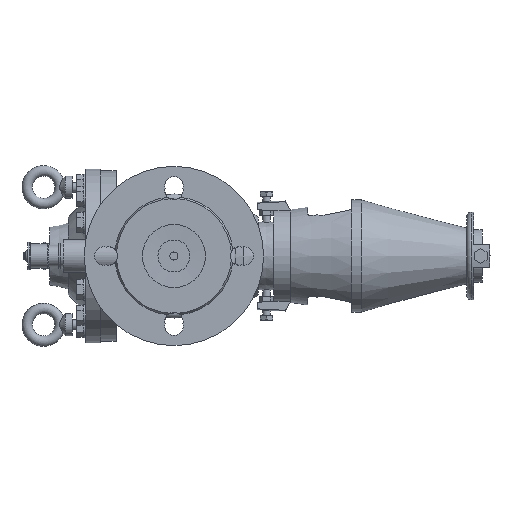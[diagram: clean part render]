
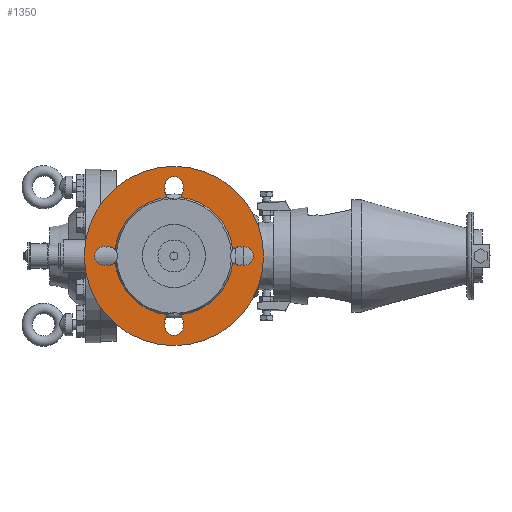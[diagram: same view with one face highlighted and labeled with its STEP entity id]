
A CAD part, left-side view. The second image highlights one B-rep face of the part: STEP entity #1350.
In plain terms, the highlighted planar face has unit normal (-1, 0, 0).
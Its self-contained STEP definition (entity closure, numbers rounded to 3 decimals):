
#1350 = ADVANCED_FACE( '', ( #2940, #2941 ), #2942, .F. );
#2940 = FACE_BOUND( '', #4611, .T. );
#2941 = FACE_OUTER_BOUND( '', #4612, .T. );
#2942 = PLANE( '', #4613 );
#4611 = EDGE_LOOP( '', ( #8349, #8350, #8351, #8352, #8353, #8354, #8355, #8356, #8357, #8358, #8359, #8360, #8361, #8362, #8363, #8364 ) );
#4612 = EDGE_LOOP( '', ( #8365 ) );
#4613 = AXIS2_PLACEMENT_3D( '', #8366, #8367, #8368 );
#8349 = ORIENTED_EDGE( '', *, *, #8910, .F. );
#8350 = ORIENTED_EDGE( '', *, *, #8861, .T. );
#8351 = ORIENTED_EDGE( '', *, *, #10010, .F. );
#8352 = ORIENTED_EDGE( '', *, *, #9008, .T. );
#8353 = ORIENTED_EDGE( '', *, *, #9675, .F. );
#8354 = ORIENTED_EDGE( '', *, *, #9004, .T. );
#8355 = ORIENTED_EDGE( '', *, *, #10237, .F. );
#8356 = ORIENTED_EDGE( '', *, *, #10322, .T. );
#8357 = ORIENTED_EDGE( '', *, *, #10152, .F. );
#8358 = ORIENTED_EDGE( '', *, *, #10323, .T. );
#8359 = ORIENTED_EDGE( '', *, *, #9934, .F. );
#8360 = ORIENTED_EDGE( '', *, *, #8876, .T. );
#8361 = ORIENTED_EDGE( '', *, *, #9261, .F. );
#8362 = ORIENTED_EDGE( '', *, *, #8872, .T. );
#8363 = ORIENTED_EDGE( '', *, *, #10312, .F. );
#8364 = ORIENTED_EDGE( '', *, *, #8865, .T. );
#8365 = ORIENTED_EDGE( '', *, *, #9385, .T. );
#8366 = CARTESIAN_POINT( '', ( -153., -92.5, 0. ) );
#8367 = DIRECTION( '', ( 1., 0., 0. ) );
#8368 = DIRECTION( '', ( 0., 0., -1. ) );
#8861 = EDGE_CURVE( '', #10402, #10403, #10404, .T. );
#8865 = EDGE_CURVE( '', #10411, #10409, #10412, .T. );
#8872 = EDGE_CURVE( '', #10422, #10423, #10424, .T. );
#8876 = EDGE_CURVE( '', #10431, #10429, #10432, .T. );
#8910 = EDGE_CURVE( '', #10402, #10409, #10492, .F. );
#9004 = EDGE_CURVE( '', #10657, #10658, #10659, .T. );
#9008 = EDGE_CURVE( '', #10666, #10664, #10667, .T. );
#9261 = EDGE_CURVE( '', #10422, #10429, #11107, .F. );
#9385 = EDGE_CURVE( '', #11305, #11305, #11306, .T. );
#9675 = EDGE_CURVE( '', #10657, #10664, #11756, .F. );
#9934 = EDGE_CURVE( '', #10431, #12132, #12133, .T. );
#10010 = EDGE_CURVE( '', #10666, #10403, #12231, .T. );
#10152 = EDGE_CURVE( '', #12413, #12415, #12416, .F. );
#10237 = EDGE_CURVE( '', #12518, #10658, #12520, .T. );
#10312 = EDGE_CURVE( '', #10411, #10423, #12600, .T. );
#10322 = EDGE_CURVE( '', #12518, #12415, #12611, .T. );
#10323 = EDGE_CURVE( '', #12413, #12132, #12612, .T. );
#10402 = VERTEX_POINT( '', #12692 );
#10403 = VERTEX_POINT( '', #12693 );
#10404 = CIRCLE( '', #12694, 9.5 );
#10409 = VERTEX_POINT( '', #12700 );
#10411 = VERTEX_POINT( '', #12703 );
#10412 = CIRCLE( '', #12704, 9.5 );
#10422 = VERTEX_POINT( '', #12724 );
#10423 = VERTEX_POINT( '', #12725 );
#10424 = CIRCLE( '', #12726, 9.5 );
#10429 = VERTEX_POINT( '', #12732 );
#10431 = VERTEX_POINT( '', #12735 );
#10432 = CIRCLE( '', #12736, 9.5 );
#10492 = CIRCLE( '', #12867, 9.5 );
#10657 = VERTEX_POINT( '', #13165 );
#10658 = VERTEX_POINT( '', #13166 );
#10659 = CIRCLE( '', #13167, 9.5 );
#10664 = VERTEX_POINT( '', #13173 );
#10666 = VERTEX_POINT( '', #13176 );
#10667 = CIRCLE( '', #13177, 9.5 );
#11107 = CIRCLE( '', #14628, 9.5 );
#11305 = VERTEX_POINT( '', #14984 );
#11306 = CIRCLE( '', #14985, 92.5 );
#11756 = CIRCLE( '', #15761, 9.5 );
#12132 = VERTEX_POINT( '', #16569 );
#12133 = CIRCLE( '', #16570, 61. );
#12231 = CIRCLE( '', #16743, 61. );
#12413 = VERTEX_POINT( '', #17406 );
#12415 = VERTEX_POINT( '', #17409 );
#12416 = CIRCLE( '', #17410, 9.5 );
#12518 = VERTEX_POINT( '', #17714 );
#12520 = CIRCLE( '', #17721, 61. );
#12600 = CIRCLE( '', #17954, 61. );
#12611 = CIRCLE( '', #17967, 9.5 );
#12612 = CIRCLE( '', #17968, 9.5 );
#12692 = CARTESIAN_POINT( '', ( -153., -70., -9.165 ) );
#12693 = CARTESIAN_POINT( '', ( -153., -60.644, -6.577 ) );
#12694 = AXIS2_PLACEMENT_3D( '', #18074, #18075, #18076 );
#12700 = CARTESIAN_POINT( '', ( -153., -70., 9.165 ) );
#12703 = CARTESIAN_POINT( '', ( -153., -60.644, 6.577 ) );
#12704 = AXIS2_PLACEMENT_3D( '', #18082, #18083, #18084 );
#12724 = CARTESIAN_POINT( '', ( -153., -9.165, 70. ) );
#12725 = CARTESIAN_POINT( '', ( -153., -6.577, 60.644 ) );
#12726 = AXIS2_PLACEMENT_3D( '', #18091, #18092, #18093 );
#12732 = CARTESIAN_POINT( '', ( -153., 9.165, 70. ) );
#12735 = CARTESIAN_POINT( '', ( -153., 6.577, 60.644 ) );
#12736 = AXIS2_PLACEMENT_3D( '', #18099, #18100, #18101 );
#12867 = AXIS2_PLACEMENT_3D( '', #18156, #18157, #18158 );
#13165 = CARTESIAN_POINT( '', ( -153., 9.165, -70. ) );
#13166 = CARTESIAN_POINT( '', ( -153., 6.577, -60.644 ) );
#13167 = AXIS2_PLACEMENT_3D( '', #18276, #18277, #18278 );
#13173 = CARTESIAN_POINT( '', ( -153., -9.165, -70. ) );
#13176 = CARTESIAN_POINT( '', ( -153., -6.577, -60.644 ) );
#13177 = AXIS2_PLACEMENT_3D( '', #18284, #18285, #18286 );
#14628 = AXIS2_PLACEMENT_3D( '', #18572, #18573, #18574 );
#14984 = CARTESIAN_POINT( '', ( -153., 0., 92.5 ) );
#14985 = AXIS2_PLACEMENT_3D( '', #18728, #18729, #18730 );
#15761 = AXIS2_PLACEMENT_3D( '', #19067, #19068, #19069 );
#16569 = CARTESIAN_POINT( '', ( -153., 60.644, 6.577 ) );
#16570 = AXIS2_PLACEMENT_3D( '', #19378, #19379, #19380 );
#16743 = AXIS2_PLACEMENT_3D( '', #19445, #19446, #19447 );
#17406 = CARTESIAN_POINT( '', ( -153., 70., 9.165 ) );
#17409 = CARTESIAN_POINT( '', ( -153., 70., -9.165 ) );
#17410 = AXIS2_PLACEMENT_3D( '', #19584, #19585, #19586 );
#17714 = CARTESIAN_POINT( '', ( -153., 60.644, -6.577 ) );
#17721 = AXIS2_PLACEMENT_3D( '', #19649, #19650, #19651 );
#17954 = AXIS2_PLACEMENT_3D( '', #19684, #19685, #19686 );
#17967 = AXIS2_PLACEMENT_3D( '', #19692, #19693, #19694 );
#17968 = AXIS2_PLACEMENT_3D( '', #19695, #19696, #19697 );
#18074 = CARTESIAN_POINT( '', ( -153., -67.5, 0. ) );
#18075 = DIRECTION( '', ( 1., 0., 0. ) );
#18076 = DIRECTION( '', ( 0., 0., -1. ) );
#18082 = CARTESIAN_POINT( '', ( -153., -67.5, 0. ) );
#18083 = DIRECTION( '', ( 1., 0., 0. ) );
#18084 = DIRECTION( '', ( 0., 0., -1. ) );
#18091 = CARTESIAN_POINT( '', ( -153., 0., 67.5 ) );
#18092 = DIRECTION( '', ( 1., 0., 0. ) );
#18093 = DIRECTION( '', ( 0., 0., -1. ) );
#18099 = CARTESIAN_POINT( '', ( -153., 0., 67.5 ) );
#18100 = DIRECTION( '', ( 1., 0., 0. ) );
#18101 = DIRECTION( '', ( 0., 0., -1. ) );
#18156 = CARTESIAN_POINT( '', ( -153., -72.5, 0. ) );
#18157 = DIRECTION( '', ( 1., 0., 0. ) );
#18158 = DIRECTION( '', ( 0., 0., -1. ) );
#18276 = CARTESIAN_POINT( '', ( -153., 0., -67.5 ) );
#18277 = DIRECTION( '', ( 1., 0., 0. ) );
#18278 = DIRECTION( '', ( 0., 0., -1. ) );
#18284 = CARTESIAN_POINT( '', ( -153., 0., -67.5 ) );
#18285 = DIRECTION( '', ( 1., 0., 0. ) );
#18286 = DIRECTION( '', ( 0., 0., -1. ) );
#18572 = CARTESIAN_POINT( '', ( -153., 0., 72.5 ) );
#18573 = DIRECTION( '', ( 1., 0., 0. ) );
#18574 = DIRECTION( '', ( 0., 0., -1. ) );
#18728 = CARTESIAN_POINT( '', ( -153., 0., 0. ) );
#18729 = DIRECTION( '', ( -1., 0., 0. ) );
#18730 = DIRECTION( '', ( 0., 0., 1. ) );
#19067 = CARTESIAN_POINT( '', ( -153., 0., -72.5 ) );
#19068 = DIRECTION( '', ( 1., 0., 0. ) );
#19069 = DIRECTION( '', ( 0., 0., -1. ) );
#19378 = CARTESIAN_POINT( '', ( -153., 0., 0. ) );
#19379 = DIRECTION( '', ( -1., 0., 0. ) );
#19380 = DIRECTION( '', ( 0., 0., 1. ) );
#19445 = CARTESIAN_POINT( '', ( -153., 0., 0. ) );
#19446 = DIRECTION( '', ( -1., 0., 0. ) );
#19447 = DIRECTION( '', ( 0., 0., 1. ) );
#19584 = CARTESIAN_POINT( '', ( -153., 72.5, 0. ) );
#19585 = DIRECTION( '', ( 1., 0., 0. ) );
#19586 = DIRECTION( '', ( 0., 0., -1. ) );
#19649 = CARTESIAN_POINT( '', ( -153., 0., 0. ) );
#19650 = DIRECTION( '', ( -1., 0., 0. ) );
#19651 = DIRECTION( '', ( 0., 0., 1. ) );
#19684 = CARTESIAN_POINT( '', ( -153., 0., 0. ) );
#19685 = DIRECTION( '', ( -1., 0., 0. ) );
#19686 = DIRECTION( '', ( 0., 0., 1. ) );
#19692 = CARTESIAN_POINT( '', ( -153., 67.5, 0. ) );
#19693 = DIRECTION( '', ( 1., 0., 0. ) );
#19694 = DIRECTION( '', ( 0., 0., -1. ) );
#19695 = CARTESIAN_POINT( '', ( -153., 67.5, 0. ) );
#19696 = DIRECTION( '', ( 1., 0., 0. ) );
#19697 = DIRECTION( '', ( 0., 0., -1. ) );
